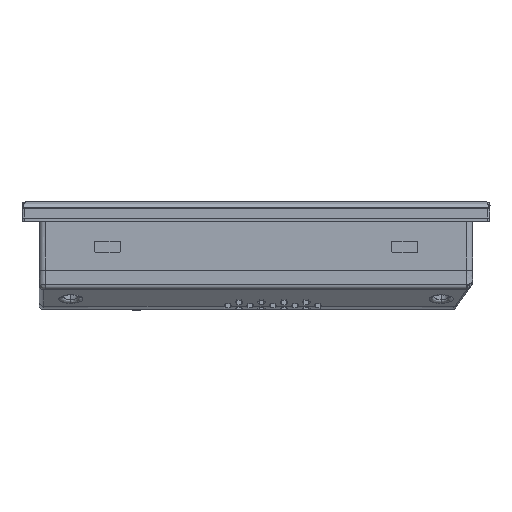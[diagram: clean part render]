
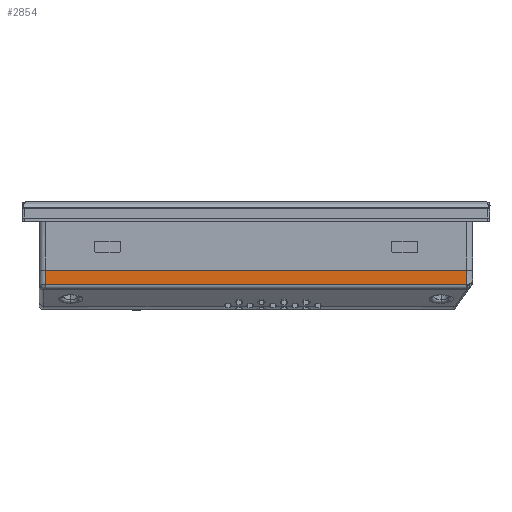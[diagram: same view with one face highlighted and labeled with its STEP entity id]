
A CAD part, front view. The second image highlights one B-rep face of the part: STEP entity #2854.
In plain terms, the highlighted planar face has unit normal (0, 1, 0).
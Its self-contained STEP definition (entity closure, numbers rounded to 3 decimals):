
#2854=ADVANCED_FACE('',(#7290),#78875,.T.);
#7290=FACE_OUTER_BOUND('',#11774,.T.);
#11774=EDGE_LOOP('',(#23346,#23347,#23348,#23349));
#23346=ORIENTED_EDGE('',*,*,#46615,.F.);
#23347=ORIENTED_EDGE('',*,*,#46629,.T.);
#23348=ORIENTED_EDGE('',*,*,#46630,.T.);
#23349=ORIENTED_EDGE('',*,*,#46631,.F.);
#46615=EDGE_CURVE('',#71039,#71040,#61480,.T.);
#46629=EDGE_CURVE('',#71039,#71044,#61491,.T.);
#46630=EDGE_CURVE('',#71044,#71043,#61492,.T.);
#46631=EDGE_CURVE('',#71040,#71043,#61493,.T.);
#61480=B_SPLINE_CURVE_WITH_KNOTS('',1,(#110222,#110223),.UNSPECIFIED.,.F.,
 .F.,(2,2),(-172.68,0.),.UNSPECIFIED.);
#61491=B_SPLINE_CURVE_WITH_KNOTS('',1,(#110261,#110262),.UNSPECIFIED.,.F.,
 .F.,(2,2),(0.,5.863),.UNSPECIFIED.);
#61492=B_SPLINE_CURVE_WITH_KNOTS('',1,(#110263,#110264),.UNSPECIFIED.,.F.,
 .F.,(2,2),(0.,172.68),.UNSPECIFIED.);
#61493=B_SPLINE_CURVE_WITH_KNOTS('',1,(#110265,#110266),.UNSPECIFIED.,.F.,
 .F.,(2,2),(-5.863,0.),.UNSPECIFIED.);
#71039=VERTEX_POINT('',#96805);
#71040=VERTEX_POINT('',#96806);
#71043=VERTEX_POINT('',#96809);
#71044=VERTEX_POINT('',#96810);
#78875=PLANE('',#82208);
#82208=AXIS2_PLACEMENT_3D('',#93005,#85525,$);
#85525=DIRECTION('',(0.,1.,0.));
#93005=CARTESIAN_POINT('',(-103.995,-129.1,-28.058));
#96805=CARTESIAN_POINT('',(86.34,-129.1,-21.222));
#96806=CARTESIAN_POINT('',(-86.34,-129.1,-21.222));
#96809=CARTESIAN_POINT('',(-86.34,-129.1,-27.085));
#96810=CARTESIAN_POINT('',(86.34,-129.1,-27.085));
#110222=CARTESIAN_POINT('',(86.34,-129.1,-21.222));
#110223=CARTESIAN_POINT('',(-86.34,-129.1,-21.222));
#110261=CARTESIAN_POINT('',(86.34,-129.1,-21.222));
#110262=CARTESIAN_POINT('',(86.34,-129.1,-27.085));
#110263=CARTESIAN_POINT('',(86.34,-129.1,-27.085));
#110264=CARTESIAN_POINT('',(-86.34,-129.1,-27.085));
#110265=CARTESIAN_POINT('',(-86.34,-129.1,-21.222));
#110266=CARTESIAN_POINT('',(-86.34,-129.1,-27.085));
